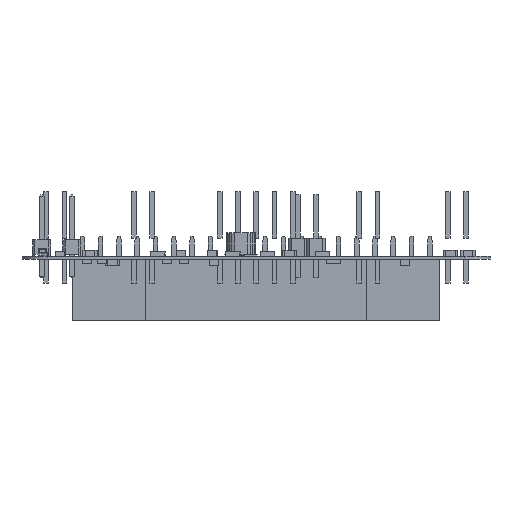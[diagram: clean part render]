
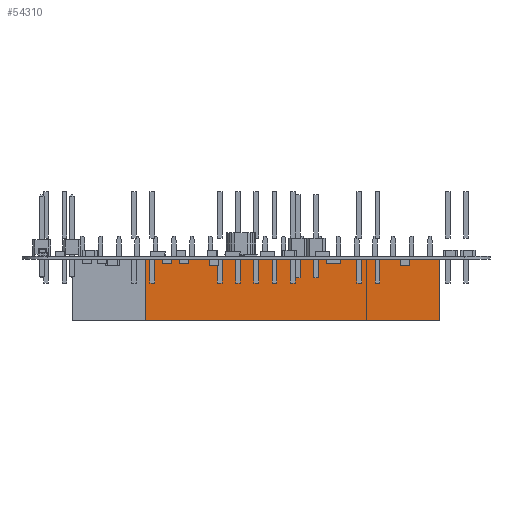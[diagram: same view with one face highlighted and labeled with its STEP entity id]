
A CAD part, front view. The second image highlights one B-rep face of the part: STEP entity #54310.
In plain terms, the highlighted face is planar.
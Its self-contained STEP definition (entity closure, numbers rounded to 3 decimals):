
#34963 = VERTEX_POINT('',#34964);
#34964 = CARTESIAN_POINT('',(20.445,0.,2.5));
#34970 = EDGE_CURVE('',#34971,#34963,#34973,.T.);
#34971 = VERTEX_POINT('',#34972);
#34972 = CARTESIAN_POINT('',(-20.445,0.,2.5));
#34973 = LINE('',#34974,#34975);
#34974 = CARTESIAN_POINT('',(-20.445,0.,2.5));
#34975 = VECTOR('',#34976,1.);
#34976 = DIRECTION('',(1.,0.,0.));
#54310 = ADVANCED_FACE('',(#54311),#54336,.T.);
#54311 = FACE_BOUND('',#54312,.T.);
#54312 = EDGE_LOOP('',(#54313,#54321,#54329,#54335));
#54313 = ORIENTED_EDGE('',*,*,#54314,.T.);
#54314 = EDGE_CURVE('',#34963,#54315,#54317,.T.);
#54315 = VERTEX_POINT('',#54316);
#54316 = CARTESIAN_POINT('',(20.445,8.5,2.5));
#54317 = LINE('',#54318,#54319);
#54318 = CARTESIAN_POINT('',(20.445,0.,2.5));
#54319 = VECTOR('',#54320,1.);
#54320 = DIRECTION('',(0.,1.,0.));
#54321 = ORIENTED_EDGE('',*,*,#54322,.F.);
#54322 = EDGE_CURVE('',#54323,#54315,#54325,.T.);
#54323 = VERTEX_POINT('',#54324);
#54324 = CARTESIAN_POINT('',(-20.445,8.5,2.5));
#54325 = LINE('',#54326,#54327);
#54326 = CARTESIAN_POINT('',(-20.445,8.5,2.5));
#54327 = VECTOR('',#54328,1.);
#54328 = DIRECTION('',(1.,0.,0.));
#54329 = ORIENTED_EDGE('',*,*,#54330,.F.);
#54330 = EDGE_CURVE('',#34971,#54323,#54331,.T.);
#54331 = LINE('',#54332,#54333);
#54332 = CARTESIAN_POINT('',(-20.445,0.,2.5));
#54333 = VECTOR('',#54334,1.);
#54334 = DIRECTION('',(0.,1.,0.));
#54335 = ORIENTED_EDGE('',*,*,#34970,.T.);
#54336 = PLANE('',#54337);
#54337 = AXIS2_PLACEMENT_3D('',#54338,#54339,#54340);
#54338 = CARTESIAN_POINT('',(-20.445,0.,2.5));
#54339 = DIRECTION('',(0.,0.,1.));
#54340 = DIRECTION('',(0.,-1.,0.));
